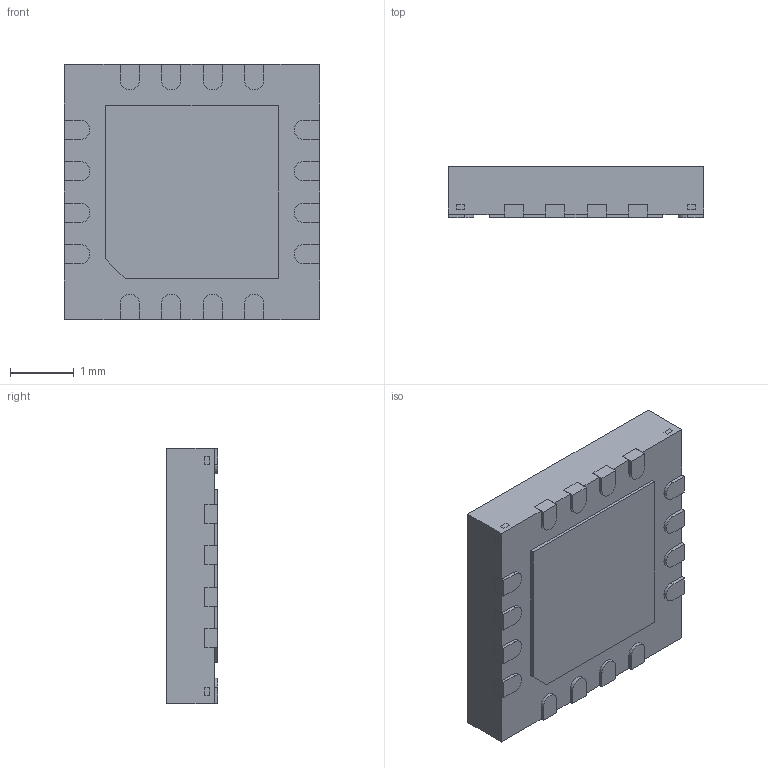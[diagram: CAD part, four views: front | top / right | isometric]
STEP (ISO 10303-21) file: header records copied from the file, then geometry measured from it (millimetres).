
FILE_DESCRIPTION (( 'STEP AP214' ), '1' );
FILE_NAME ('OPA4191IRUMR.STEP', '2023-11-24T12:01:32', ( 'LENOVO' ), ( '' ), 'SwSTEP 2.0', 'SolidWorks 2021', '' );
FILE_SCHEMA (( 'AUTOMOTIVE_DESIGN' ));
Length unit declared in the file: millimetre
Products named in the file (1): OPA4191IRUMR
Bounding box: 4 x 0.8 x 4 mm (x, y, z)
Volume: 12.5 mm3; surface area: 72.6 mm2
Topology: 27 solids, 27 shells, 282 faces, 654 edges, 436 vertices
Faces by surface type: plane 238, cylinder 44
Entity records: 8370 total; most frequent: CARTESIAN_POINT 1373, DIRECTION 1308, ORIENTED_EDGE 1308, EDGE_CURVE 654, LINE 566, VECTOR 566, VERTEX_POINT 436, AXIS2_PLACEMENT_3D 371
